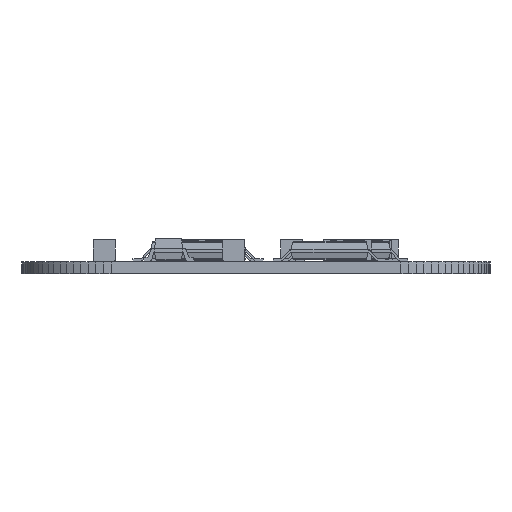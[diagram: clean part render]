
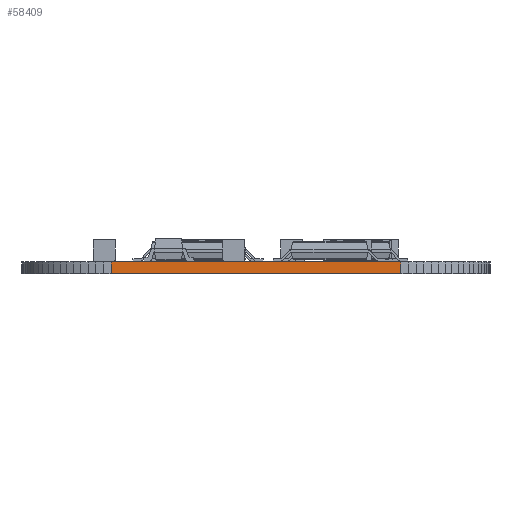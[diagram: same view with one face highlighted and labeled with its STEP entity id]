
A CAD part, front view. The second image highlights one B-rep face of the part: STEP entity #58409.
In plain terms, the highlighted planar face has unit normal (0, -1, 0).
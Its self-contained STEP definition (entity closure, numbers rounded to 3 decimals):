
#50008 = PLANE('',#50009);
#50009 = AXIS2_PLACEMENT_3D('',#50010,#50011,#50012);
#50010 = CARTESIAN_POINT('',(11.43,-24.13,0.68));
#50011 = DIRECTION('',(-0.,-0.,-1.));
#50012 = DIRECTION('',(-1.,0.,0.));
#50062 = PLANE('',#50063);
#50063 = AXIS2_PLACEMENT_3D('',#50064,#50065,#50066);
#50064 = CARTESIAN_POINT('',(11.43,-24.13,0.));
#50065 = DIRECTION('',(-0.,-0.,-1.));
#50066 = DIRECTION('',(-1.,0.,0.));
#51151 = VERTEX_POINT('',#51152);
#51152 = CARTESIAN_POINT('',(19.685,-53.975,0.));
#51166 = PLANE('',#51167);
#51167 = AXIS2_PLACEMENT_3D('',#51168,#51169,#51170);
#51168 = CARTESIAN_POINT('',(20.128,-53.956,0.));
#51169 = DIRECTION('',(0.044,-0.999,0.));
#51170 = DIRECTION('',(-0.999,-0.044,0.));
#51178 = EDGE_CURVE('',#51151,#51179,#51181,.T.);
#51179 = VERTEX_POINT('',#51180);
#51180 = CARTESIAN_POINT('',(3.175,-53.975,0.));
#51181 = SURFACE_CURVE('',#51182,(#51186,#51193),.PCURVE_S1.);
#51182 = LINE('',#51183,#51184);
#51183 = CARTESIAN_POINT('',(19.685,-53.975,0.));
#51184 = VECTOR('',#51185,1.);
#51185 = DIRECTION('',(-1.,0.,0.));
#51186 = PCURVE('',#50062,#51187);
#51187 = DEFINITIONAL_REPRESENTATION('',(#51188),#51192);
#51188 = LINE('',#51189,#51190);
#51189 = CARTESIAN_POINT('',(-8.255,-29.845));
#51190 = VECTOR('',#51191,1.);
#51191 = DIRECTION('',(1.,0.));
#51192 = ( GEOMETRIC_REPRESENTATION_CONTEXT(2) 
PARAMETRIC_REPRESENTATION_CONTEXT() REPRESENTATION_CONTEXT('2D SPACE',''
  ) );
#51193 = PCURVE('',#51194,#51199);
#51194 = PLANE('',#51195);
#51195 = AXIS2_PLACEMENT_3D('',#51196,#51197,#51198);
#51196 = CARTESIAN_POINT('',(19.685,-53.975,0.));
#51197 = DIRECTION('',(0.,-1.,0.));
#51198 = DIRECTION('',(-1.,0.,0.));
#51199 = DEFINITIONAL_REPRESENTATION('',(#51200),#51204);
#51200 = LINE('',#51201,#51202);
#51201 = CARTESIAN_POINT('',(0.,-0.));
#51202 = VECTOR('',#51203,1.);
#51203 = DIRECTION('',(1.,0.));
#51204 = ( GEOMETRIC_REPRESENTATION_CONTEXT(2) 
PARAMETRIC_REPRESENTATION_CONTEXT() REPRESENTATION_CONTEXT('2D SPACE',''
  ) );
#51222 = PLANE('',#51223);
#51223 = AXIS2_PLACEMENT_3D('',#51224,#51225,#51226);
#51224 = CARTESIAN_POINT('',(3.175,-53.975,0.));
#51225 = DIRECTION('',(-0.044,-0.999,0.));
#51226 = DIRECTION('',(-0.999,0.044,0.));
#54429 = VERTEX_POINT('',#54430);
#54430 = CARTESIAN_POINT('',(19.685,-53.975,0.68));
#54451 = EDGE_CURVE('',#54429,#54452,#54454,.T.);
#54452 = VERTEX_POINT('',#54453);
#54453 = CARTESIAN_POINT('',(3.175,-53.975,0.68));
#54454 = SURFACE_CURVE('',#54455,(#54459,#54466),.PCURVE_S1.);
#54455 = LINE('',#54456,#54457);
#54456 = CARTESIAN_POINT('',(19.685,-53.975,0.68));
#54457 = VECTOR('',#54458,1.);
#54458 = DIRECTION('',(-1.,0.,0.));
#54459 = PCURVE('',#50008,#54460);
#54460 = DEFINITIONAL_REPRESENTATION('',(#54461),#54465);
#54461 = LINE('',#54462,#54463);
#54462 = CARTESIAN_POINT('',(-8.255,-29.845));
#54463 = VECTOR('',#54464,1.);
#54464 = DIRECTION('',(1.,0.));
#54465 = ( GEOMETRIC_REPRESENTATION_CONTEXT(2) 
PARAMETRIC_REPRESENTATION_CONTEXT() REPRESENTATION_CONTEXT('2D SPACE',''
  ) );
#54466 = PCURVE('',#51194,#54467);
#54467 = DEFINITIONAL_REPRESENTATION('',(#54468),#54472);
#54468 = LINE('',#54469,#54470);
#54469 = CARTESIAN_POINT('',(0.,-0.68));
#54470 = VECTOR('',#54471,1.);
#54471 = DIRECTION('',(1.,0.));
#54472 = ( GEOMETRIC_REPRESENTATION_CONTEXT(2) 
PARAMETRIC_REPRESENTATION_CONTEXT() REPRESENTATION_CONTEXT('2D SPACE',''
  ) );
#58361 = EDGE_CURVE('',#51151,#54429,#58362,.T.);
#58362 = SURFACE_CURVE('',#58363,(#58367,#58374),.PCURVE_S1.);
#58363 = LINE('',#58364,#58365);
#58364 = CARTESIAN_POINT('',(19.685,-53.975,0.));
#58365 = VECTOR('',#58366,1.);
#58366 = DIRECTION('',(0.,0.,1.));
#58367 = PCURVE('',#51166,#58368);
#58368 = DEFINITIONAL_REPRESENTATION('',(#58369),#58373);
#58369 = LINE('',#58370,#58371);
#58370 = CARTESIAN_POINT('',(0.443,0.));
#58371 = VECTOR('',#58372,1.);
#58372 = DIRECTION('',(0.,-1.));
#58373 = ( GEOMETRIC_REPRESENTATION_CONTEXT(2) 
PARAMETRIC_REPRESENTATION_CONTEXT() REPRESENTATION_CONTEXT('2D SPACE',''
  ) );
#58374 = PCURVE('',#51194,#58375);
#58375 = DEFINITIONAL_REPRESENTATION('',(#58376),#58380);
#58376 = LINE('',#58377,#58378);
#58377 = CARTESIAN_POINT('',(0.,-0.));
#58378 = VECTOR('',#58379,1.);
#58379 = DIRECTION('',(0.,-1.));
#58380 = ( GEOMETRIC_REPRESENTATION_CONTEXT(2) 
PARAMETRIC_REPRESENTATION_CONTEXT() REPRESENTATION_CONTEXT('2D SPACE',''
  ) );
#58409 = ADVANCED_FACE('',(#58410),#51194,.T.);
#58410 = FACE_BOUND('',#58411,.T.);
#58411 = EDGE_LOOP('',(#58412,#58413,#58414,#58435));
#58412 = ORIENTED_EDGE('',*,*,#58361,.T.);
#58413 = ORIENTED_EDGE('',*,*,#54451,.T.);
#58414 = ORIENTED_EDGE('',*,*,#58415,.F.);
#58415 = EDGE_CURVE('',#51179,#54452,#58416,.T.);
#58416 = SURFACE_CURVE('',#58417,(#58421,#58428),.PCURVE_S1.);
#58417 = LINE('',#58418,#58419);
#58418 = CARTESIAN_POINT('',(3.175,-53.975,0.));
#58419 = VECTOR('',#58420,1.);
#58420 = DIRECTION('',(0.,0.,1.));
#58421 = PCURVE('',#51194,#58422);
#58422 = DEFINITIONAL_REPRESENTATION('',(#58423),#58427);
#58423 = LINE('',#58424,#58425);
#58424 = CARTESIAN_POINT('',(16.51,0.));
#58425 = VECTOR('',#58426,1.);
#58426 = DIRECTION('',(0.,-1.));
#58427 = ( GEOMETRIC_REPRESENTATION_CONTEXT(2) 
PARAMETRIC_REPRESENTATION_CONTEXT() REPRESENTATION_CONTEXT('2D SPACE',''
  ) );
#58428 = PCURVE('',#51222,#58429);
#58429 = DEFINITIONAL_REPRESENTATION('',(#58430),#58434);
#58430 = LINE('',#58431,#58432);
#58431 = CARTESIAN_POINT('',(0.,0.));
#58432 = VECTOR('',#58433,1.);
#58433 = DIRECTION('',(0.,-1.));
#58434 = ( GEOMETRIC_REPRESENTATION_CONTEXT(2) 
PARAMETRIC_REPRESENTATION_CONTEXT() REPRESENTATION_CONTEXT('2D SPACE',''
  ) );
#58435 = ORIENTED_EDGE('',*,*,#51178,.F.);
